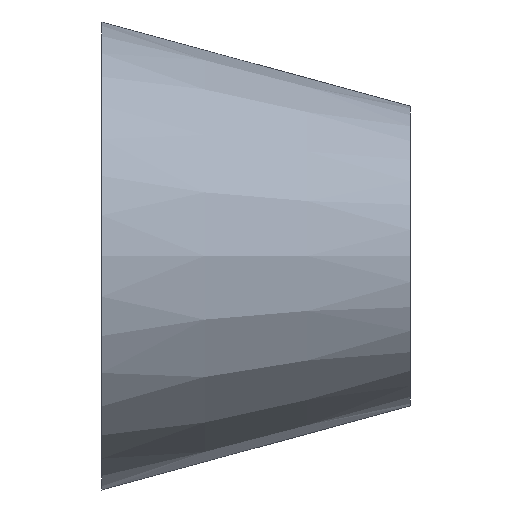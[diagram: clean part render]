
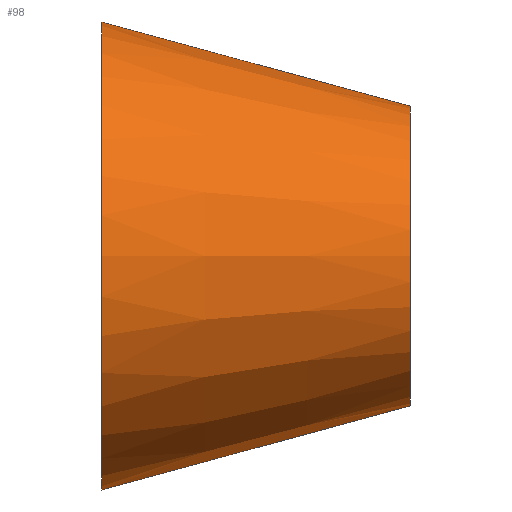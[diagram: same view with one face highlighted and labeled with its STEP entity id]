
A CAD part, front view. The second image highlights one B-rep face of the part: STEP entity #98.
In plain terms, the highlighted conical face has half-angle 15.255 degrees and reference radius 16 mm.
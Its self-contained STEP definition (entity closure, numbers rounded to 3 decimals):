
#2 = DIRECTION ( 'NONE',  ( 1., 0., 0. ) ) ;
#4 = CARTESIAN_POINT ( 'NONE',  ( 33., 0., 16. ) ) ;
#7 = CARTESIAN_POINT ( 'NONE',  ( 0., 0., 25. ) ) ;
#8 = CONICAL_SURFACE ( 'NONE', #109, 16., 0.266 ) ;
#9 = CIRCLE ( 'NONE', #202, 25. ) ;
#11 = CARTESIAN_POINT ( 'NONE',  ( 33., 0., 0. ) ) ;
#21 = AXIS2_PLACEMENT_3D ( 'NONE', #215, #2, #82 ) ;
#24 = DIRECTION ( 'NONE',  ( -0.965, 0., 0.263 ) ) ;
#34 = DIRECTION ( 'NONE',  ( 1., 0., 0. ) ) ;
#47 = DIRECTION ( 'NONE',  ( -1., 0., 0. ) ) ;
#48 = CARTESIAN_POINT ( 'NONE',  ( 0., 0., 0. ) ) ;
#52 = EDGE_CURVE ( 'NONE', #102, #177, #234, .T. ) ;
#54 = VECTOR ( 'NONE', #24, 1000. ) ;
#70 = DIRECTION ( 'NONE',  ( 0., 0., 1. ) ) ;
#79 = ORIENTED_EDGE ( 'NONE', *, *, #114, .T. ) ;
#80 = EDGE_CURVE ( 'NONE', #97, #232, #9, .T. ) ;
#81 = EDGE_LOOP ( 'NONE', ( #190, #214, #79, #117 ) ) ;
#82 = DIRECTION ( 'NONE',  ( 0., 0., -1. ) ) ;
#89 = CARTESIAN_POINT ( 'NONE',  ( 33., 0., -16. ) ) ;
#97 = VERTEX_POINT ( 'NONE', #7 ) ;
#98 = ADVANCED_FACE ( 'NONE', ( #184 ), #8, .T. ) ;
#102 = VERTEX_POINT ( 'NONE', #197 ) ;
#107 = CARTESIAN_POINT ( 'NONE',  ( 0., 0., -25. ) ) ;
#109 = AXIS2_PLACEMENT_3D ( 'NONE', #11, #47, #70 ) ;
#111 = DIRECTION ( 'NONE',  ( 0., 0., -1. ) ) ;
#114 = EDGE_CURVE ( 'NONE', #102, #97, #163, .T. ) ;
#117 = ORIENTED_EDGE ( 'NONE', *, *, #80, .T. ) ;
#122 = EDGE_CURVE ( 'NONE', #177, #232, #199, .T. ) ;
#162 = DIRECTION ( 'NONE',  ( -0.965, 0., -0.263 ) ) ;
#163 = LINE ( 'NONE', #4, #54 ) ;
#177 = VERTEX_POINT ( 'NONE', #200 ) ;
#184 = FACE_OUTER_BOUND ( 'NONE', #81, .T. ) ;
#190 = ORIENTED_EDGE ( 'NONE', *, *, #122, .F. ) ;
#194 = VECTOR ( 'NONE', #162, 1000. ) ;
#197 = CARTESIAN_POINT ( 'NONE',  ( 33., 0., 16. ) ) ;
#199 = LINE ( 'NONE', #89, #194 ) ;
#200 = CARTESIAN_POINT ( 'NONE',  ( 33., 0., -16. ) ) ;
#202 = AXIS2_PLACEMENT_3D ( 'NONE', #48, #34, #111 ) ;
#214 = ORIENTED_EDGE ( 'NONE', *, *, #52, .F. ) ;
#215 = CARTESIAN_POINT ( 'NONE',  ( 33., 0., 0. ) ) ;
#232 = VERTEX_POINT ( 'NONE', #107 ) ;
#234 = CIRCLE ( 'NONE', #21, 16. ) ;
